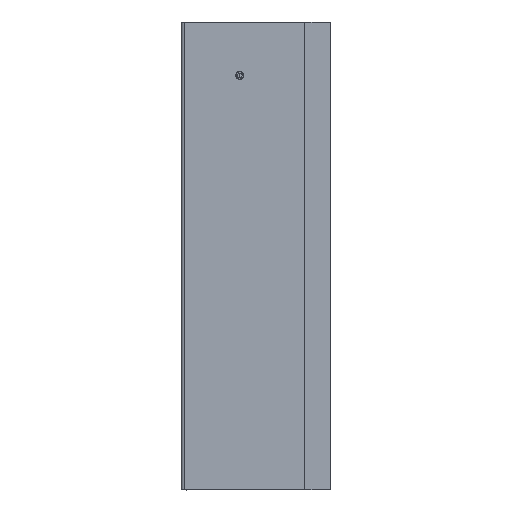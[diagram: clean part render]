
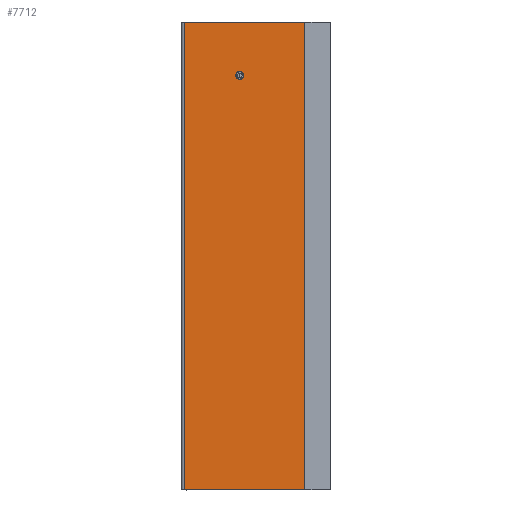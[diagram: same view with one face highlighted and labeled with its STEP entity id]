
A CAD part, left-side view. The second image highlights one B-rep face of the part: STEP entity #7712.
In plain terms, the highlighted planar face has unit normal (-1, 0, 0).
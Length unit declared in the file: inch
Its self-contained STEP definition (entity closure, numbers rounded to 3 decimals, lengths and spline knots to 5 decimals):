
#307 = AXIS2_PLACEMENT_3D ( 'NONE', #12442, #21073, #19573 ) ;
#937 = VERTEX_POINT ( 'NONE', #20107 ) ;
#1311 = CARTESIAN_POINT ( 'NONE',  ( -1.75, 1.065, -4.5 ) ) ;
#1582 = DIRECTION ( 'NONE',  ( 0., 1., 0. ) ) ;
#1919 = CARTESIAN_POINT ( 'NONE',  ( -1.75, 0., 4.5 ) ) ;
#2149 = ORIENTED_EDGE ( 'NONE', *, *, #9670, .F. ) ;
#3864 = CARTESIAN_POINT ( 'NONE',  ( -1.75, -1.25, -5.31303 ) ) ;
#3891 = VECTOR ( 'NONE', #8464, 39.37008 ) ;
#4006 = CIRCLE ( 'NONE', #307, 0.0785 ) ;
#5116 = DIRECTION ( 'NONE',  ( 0., 1., 0. ) ) ;
#5366 = FACE_OUTER_BOUND ( 'NONE', #9800, .T. ) ;
#5471 = CARTESIAN_POINT ( 'NONE',  ( -1.75, -1.25, 4.5 ) ) ;
#5542 = ORIENTED_EDGE ( 'NONE', *, *, #6613, .T. ) ;
#5674 = EDGE_CURVE ( 'NONE', #12453, #7626, #7453, .T. ) ;
#6260 = CARTESIAN_POINT ( 'NONE',  ( -1.75, 0., 3.472 ) ) ;
#6613 = EDGE_CURVE ( 'NONE', #15957, #17200, #20708, .T. ) ;
#7248 = ORIENTED_EDGE ( 'NONE', *, *, #18563, .F. ) ;
#7453 = LINE ( 'NONE', #3864, #17033 ) ;
#7626 = VERTEX_POINT ( 'NONE', #5471 ) ;
#7700 = AXIS2_PLACEMENT_3D ( 'NONE', #21590, #12956, #10973 ) ;
#7712 = ADVANCED_FACE ( 'NONE', ( #17621, #5366 ), #15849, .F. ) ;
#7825 = AXIS2_PLACEMENT_3D ( 'NONE', #6260, #7977, #20550 ) ;
#7977 = DIRECTION ( 'NONE',  ( -1., 0., 0. ) ) ;
#7989 = EDGE_CURVE ( 'NONE', #937, #10953, #4006, .T. ) ;
#8207 = VECTOR ( 'NONE', #5116, 39.37008 ) ;
#8464 = DIRECTION ( 'NONE',  ( 0., 0., -1. ) ) ;
#9298 = CARTESIAN_POINT ( 'NONE',  ( -1.75, 1.065, -4.5 ) ) ;
#9670 = EDGE_CURVE ( 'NONE', #12453, #17200, #20998, .T. ) ;
#9800 = EDGE_LOOP ( 'NONE', ( #17421, #5542, #2149, #19803 ) ) ;
#10953 = VERTEX_POINT ( 'NONE', #20023 ) ;
#10973 = DIRECTION ( 'NONE',  ( 0., 0., -1. ) ) ;
#11603 = ORIENTED_EDGE ( 'NONE', *, *, #7989, .F. ) ;
#12442 = CARTESIAN_POINT ( 'NONE',  ( -1.75, 0., 3.472 ) ) ;
#12453 = VERTEX_POINT ( 'NONE', #14976 ) ;
#12956 = DIRECTION ( 'NONE',  ( 1., 0., 0. ) ) ;
#14976 = CARTESIAN_POINT ( 'NONE',  ( -1.75, -1.25, -4.5 ) ) ;
#15332 = EDGE_LOOP ( 'NONE', ( #7248, #11603 ) ) ;
#15605 = CARTESIAN_POINT ( 'NONE',  ( -1.75, 0., -4.5 ) ) ;
#15849 = PLANE ( 'NONE',  #7700 ) ;
#15917 = LINE ( 'NONE', #1919, #21124 ) ;
#15957 = VERTEX_POINT ( 'NONE', #16159 ) ;
#16159 = CARTESIAN_POINT ( 'NONE',  ( -1.75, 1.065, 4.5 ) ) ;
#17033 = VECTOR ( 'NONE', #21873, 39.37008 ) ;
#17200 = VERTEX_POINT ( 'NONE', #9298 ) ;
#17421 = ORIENTED_EDGE ( 'NONE', *, *, #19739, .T. ) ;
#17621 = FACE_BOUND ( 'NONE', #15332, .T. ) ;
#18563 = EDGE_CURVE ( 'NONE', #10953, #937, #18955, .T. ) ;
#18955 = CIRCLE ( 'NONE', #7825, 0.0785 ) ;
#19573 = DIRECTION ( 'NONE',  ( 0., 0., -1. ) ) ;
#19739 = EDGE_CURVE ( 'NONE', #7626, #15957, #15917, .T. ) ;
#19803 = ORIENTED_EDGE ( 'NONE', *, *, #5674, .T. ) ;
#20023 = CARTESIAN_POINT ( 'NONE',  ( -1.75, 0., 3.3935 ) ) ;
#20107 = CARTESIAN_POINT ( 'NONE',  ( -1.75, 0., 3.5505 ) ) ;
#20550 = DIRECTION ( 'NONE',  ( 0., 0., -1. ) ) ;
#20708 = LINE ( 'NONE', #1311, #3891 ) ;
#20998 = LINE ( 'NONE', #15605, #8207 ) ;
#21073 = DIRECTION ( 'NONE',  ( -1., 0., 0. ) ) ;
#21124 = VECTOR ( 'NONE', #1582, 39.37008 ) ;
#21590 = CARTESIAN_POINT ( 'NONE',  ( -1.75, 0., -4.5 ) ) ;
#21873 = DIRECTION ( 'NONE',  ( 0., 0., 1. ) ) ;
